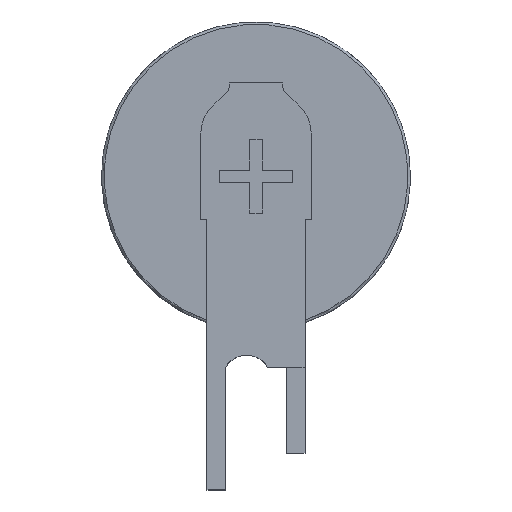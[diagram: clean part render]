
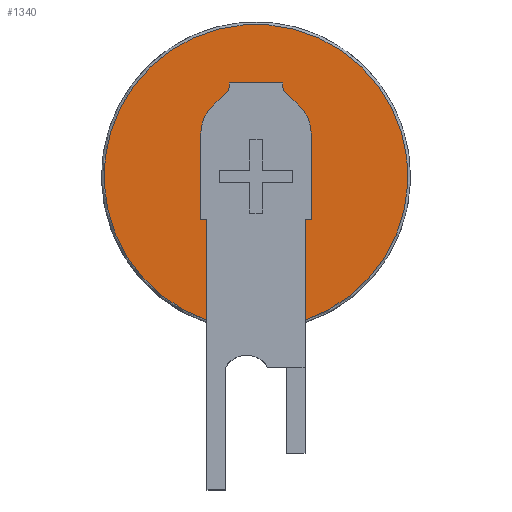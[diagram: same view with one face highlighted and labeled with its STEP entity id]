
A CAD part, top view. The second image highlights one B-rep face of the part: STEP entity #1340.
In plain terms, the highlighted planar face has unit normal (0, 0, 1).
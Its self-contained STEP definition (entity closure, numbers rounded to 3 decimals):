
#43=CIRCLE('',#1441,6.2);
#44=CIRCLE('',#1443,1.5);
#45=CIRCLE('',#1444,0.2);
#46=CIRCLE('',#1445,0.2);
#47=CIRCLE('',#1446,1.5);
#143=FACE_OUTER_BOUND('',#213,.T.);
#213=EDGE_LOOP('',(#1014,#1015,#1016,#1017,#1018,#1019,#1020,#1021,#1022,
#1023,#1024,#1025,#1026,#1027,#1028,#1029));
#332=LINE('',#2047,#485);
#339=LINE('',#2082,#492);
#340=LINE('',#2084,#493);
#341=LINE('',#2086,#494);
#342=LINE('',#2090,#495);
#343=LINE('',#2094,#496);
#344=LINE('',#2096,#497);
#345=LINE('',#2098,#498);
#346=LINE('',#2102,#499);
#347=LINE('',#2106,#500);
#348=LINE('',#2107,#501);
#485=VECTOR('',#1640,10.);
#492=VECTOR('',#1663,10.);
#493=VECTOR('',#1664,10.);
#494=VECTOR('',#1665,10.);
#495=VECTOR('',#1668,10.);
#496=VECTOR('',#1671,10.);
#497=VECTOR('',#1672,10.);
#498=VECTOR('',#1673,10.);
#499=VECTOR('',#1676,10.);
#500=VECTOR('',#1679,10.);
#501=VECTOR('',#1680,10.);
#626=VERTEX_POINT('',#2035);
#627=VERTEX_POINT('',#2046);
#636=VERTEX_POINT('',#2068);
#637=VERTEX_POINT('',#2081);
#638=VERTEX_POINT('',#2083);
#639=VERTEX_POINT('',#2085);
#640=VERTEX_POINT('',#2087);
#641=VERTEX_POINT('',#2089);
#642=VERTEX_POINT('',#2091);
#643=VERTEX_POINT('',#2093);
#644=VERTEX_POINT('',#2095);
#645=VERTEX_POINT('',#2097);
#646=VERTEX_POINT('',#2099);
#647=VERTEX_POINT('',#2101);
#648=VERTEX_POINT('',#2103);
#649=VERTEX_POINT('',#2105);
#770=EDGE_CURVE('',#626,#627,#332,.T.);
#782=EDGE_CURVE('',#636,#626,#43,.T.);
#783=EDGE_CURVE('',#637,#636,#339,.T.);
#784=EDGE_CURVE('',#638,#637,#340,.T.);
#785=EDGE_CURVE('',#639,#638,#341,.T.);
#786=EDGE_CURVE('',#640,#639,#44,.T.);
#787=EDGE_CURVE('',#641,#640,#342,.T.);
#788=EDGE_CURVE('',#642,#641,#45,.T.);
#789=EDGE_CURVE('',#643,#642,#343,.T.);
#790=EDGE_CURVE('',#644,#643,#344,.T.);
#791=EDGE_CURVE('',#645,#644,#345,.T.);
#792=EDGE_CURVE('',#646,#645,#46,.T.);
#793=EDGE_CURVE('',#647,#646,#346,.T.);
#794=EDGE_CURVE('',#648,#647,#47,.T.);
#795=EDGE_CURVE('',#649,#648,#347,.T.);
#796=EDGE_CURVE('',#627,#649,#348,.T.);
#1014=ORIENTED_EDGE('',*,*,#782,.F.);
#1015=ORIENTED_EDGE('',*,*,#783,.F.);
#1016=ORIENTED_EDGE('',*,*,#784,.F.);
#1017=ORIENTED_EDGE('',*,*,#785,.F.);
#1018=ORIENTED_EDGE('',*,*,#786,.F.);
#1019=ORIENTED_EDGE('',*,*,#787,.F.);
#1020=ORIENTED_EDGE('',*,*,#788,.F.);
#1021=ORIENTED_EDGE('',*,*,#789,.F.);
#1022=ORIENTED_EDGE('',*,*,#790,.F.);
#1023=ORIENTED_EDGE('',*,*,#791,.F.);
#1024=ORIENTED_EDGE('',*,*,#792,.F.);
#1025=ORIENTED_EDGE('',*,*,#793,.F.);
#1026=ORIENTED_EDGE('',*,*,#794,.F.);
#1027=ORIENTED_EDGE('',*,*,#795,.F.);
#1028=ORIENTED_EDGE('',*,*,#796,.F.);
#1029=ORIENTED_EDGE('',*,*,#770,.F.);
#1285=PLANE('',#1442);
#1340=ADVANCED_FACE('',(#143),#1285,.T.);
#1441=AXIS2_PLACEMENT_3D('',#2079,#1659,#1660);
#1442=AXIS2_PLACEMENT_3D('',#2080,#1661,#1662);
#1443=AXIS2_PLACEMENT_3D('',#2088,#1666,#1667);
#1444=AXIS2_PLACEMENT_3D('',#2092,#1669,#1670);
#1445=AXIS2_PLACEMENT_3D('',#2100,#1674,#1675);
#1446=AXIS2_PLACEMENT_3D('',#2104,#1677,#1678);
#1640=DIRECTION('',(0.,1.,0.));
#1659=DIRECTION('center_axis',(0.,0.,-1.));
#1660=DIRECTION('ref_axis',(0.,1.,0.));
#1661=DIRECTION('center_axis',(0.,0.,1.));
#1662=DIRECTION('ref_axis',(1.,0.,0.));
#1663=DIRECTION('',(0.,-1.,0.));
#1664=DIRECTION('',(1.,0.,0.));
#1665=DIRECTION('',(0.,-1.,0.));
#1666=DIRECTION('center_axis',(0.,0.,1.));
#1667=DIRECTION('ref_axis',(-0.707,0.707,0.));
#1668=DIRECTION('',(-0.707,-0.707,0.));
#1669=DIRECTION('center_axis',(0.,0.,-1.));
#1670=DIRECTION('ref_axis',(-0.707,0.707,0.));
#1671=DIRECTION('',(0.,-1.,0.));
#1672=DIRECTION('',(-1.,0.,0.));
#1673=DIRECTION('',(0.,1.,0.));
#1674=DIRECTION('center_axis',(0.,0.,-1.));
#1675=DIRECTION('ref_axis',(1.,0.,0.));
#1676=DIRECTION('',(-0.707,0.707,0.));
#1677=DIRECTION('center_axis',(0.,0.,1.));
#1678=DIRECTION('ref_axis',(1.,0.,0.));
#1679=DIRECTION('',(0.,1.,0.));
#1680=DIRECTION('',(1.,0.,0.));
#2035=CARTESIAN_POINT('',(2.,-5.869,2.54));
#2046=CARTESIAN_POINT('',(2.,-1.762,2.54));
#2047=CARTESIAN_POINT('',(2.,-11.3,2.54));
#2068=CARTESIAN_POINT('',(-2.,-5.869,2.54));
#2079=CARTESIAN_POINT('Origin',(0.,0.,2.54));
#2080=CARTESIAN_POINT('Origin',(0.,6.3,2.54));
#2081=CARTESIAN_POINT('',(-2.,-1.762,2.54));
#2082=CARTESIAN_POINT('',(-2.,-1.762,2.54));
#2083=CARTESIAN_POINT('',(-2.25,-1.762,2.54));
#2084=CARTESIAN_POINT('',(-2.25,-1.762,2.54));
#2085=CARTESIAN_POINT('',(-2.25,1.762,2.54));
#2086=CARTESIAN_POINT('',(-2.25,1.762,2.54));
#2087=CARTESIAN_POINT('',(-1.811,2.823,2.54));
#2088=CARTESIAN_POINT('Origin',(-0.75,1.762,2.54));
#2089=CARTESIAN_POINT('',(-1.159,3.475,2.54));
#2090=CARTESIAN_POINT('',(-1.159,3.475,2.54));
#2091=CARTESIAN_POINT('',(-1.1,3.616,2.54));
#2092=CARTESIAN_POINT('Origin',(-1.3,3.616,2.54));
#2093=CARTESIAN_POINT('',(-1.1,3.816,2.54));
#2094=CARTESIAN_POINT('',(-1.1,3.816,2.54));
#2095=CARTESIAN_POINT('',(1.1,3.816,2.54));
#2096=CARTESIAN_POINT('',(1.1,3.816,2.54));
#2097=CARTESIAN_POINT('',(1.1,3.616,2.54));
#2098=CARTESIAN_POINT('',(1.1,3.616,2.54));
#2099=CARTESIAN_POINT('',(1.159,3.475,2.54));
#2100=CARTESIAN_POINT('Origin',(1.3,3.616,2.54));
#2101=CARTESIAN_POINT('',(1.811,2.823,2.54));
#2102=CARTESIAN_POINT('',(1.811,2.823,2.54));
#2103=CARTESIAN_POINT('',(2.25,1.762,2.54));
#2104=CARTESIAN_POINT('Origin',(0.75,1.762,2.54));
#2105=CARTESIAN_POINT('',(2.25,-1.762,2.54));
#2106=CARTESIAN_POINT('',(2.25,-1.762,2.54));
#2107=CARTESIAN_POINT('',(2.,-1.762,2.54));
